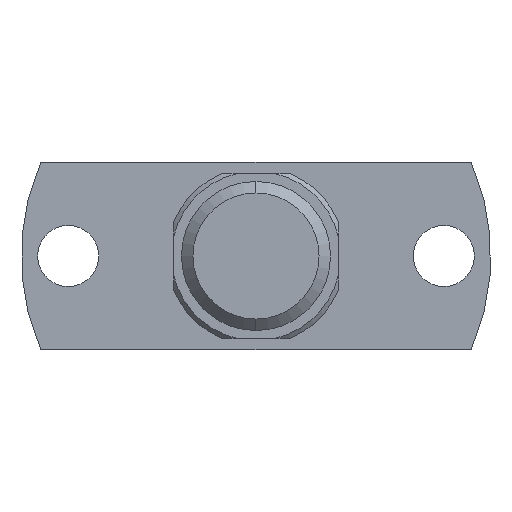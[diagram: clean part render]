
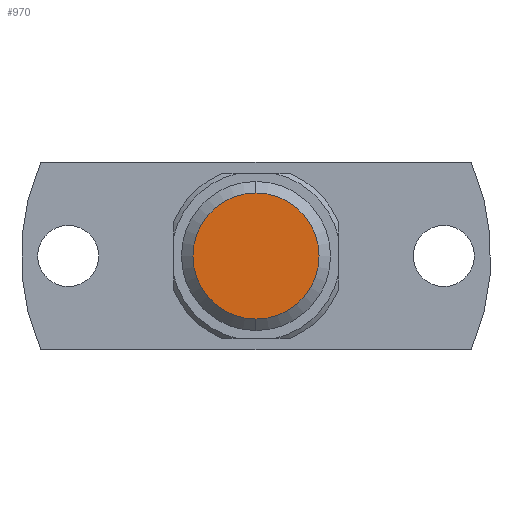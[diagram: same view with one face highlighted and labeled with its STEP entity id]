
A CAD part, front view. The second image highlights one B-rep face of the part: STEP entity #970.
In plain terms, the highlighted planar face has unit normal (0, -1, 0).
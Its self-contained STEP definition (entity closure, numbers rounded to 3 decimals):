
#212 = ORIENTED_EDGE ( 'NONE', *, *, #3059, .F. ) ;
#456 = CIRCLE ( 'NONE', #7801, 2.685 ) ;
#668 = CARTESIAN_POINT ( 'NONE',  ( 0., -11.5, 0. ) ) ;
#940 = AXIS2_PLACEMENT_3D ( 'NONE', #12988, #10906, #9003 ) ;
#970 = ADVANCED_FACE ( 'Defeature ausgef�hrt1_10', ( #5399 ), #4447, .F. ) ;
#981 = AXIS2_PLACEMENT_3D ( 'NONE', #9515, #3379, #11616 ) ;
#1086 = ORIENTED_EDGE ( 'NONE', *, *, #12626, .F. ) ;
#1831 = VERTEX_POINT ( 'NONE', #10764 ) ;
#2068 = VERTEX_POINT ( 'NONE', #4685 ) ;
#2640 = DIRECTION ( 'NONE',  ( 0., 0., -1. ) ) ;
#3059 = EDGE_CURVE ( 'Defeature ausgef�hrt1_11+Defeature ausgef�hrt1_10+Defeature ausgef�hrt1_10+Defeature ausgef�hrt1_10', #2068, #1831, #456, .T. ) ;
#3379 = DIRECTION ( 'NONE',  ( 0., 1., 0. ) ) ;
#4447 = PLANE ( 'NONE',  #981 ) ;
#4587 = DIRECTION ( 'NONE',  ( 0., 1., 0. ) ) ;
#4685 = CARTESIAN_POINT ( 'NONE',  ( 0., -11.5, 2.685 ) ) ;
#5399 = FACE_OUTER_BOUND ( 'NONE', #10271, .T. ) ;
#7801 = AXIS2_PLACEMENT_3D ( 'NONE', #668, #4587, #2640 ) ;
#7858 = CIRCLE ( 'NONE', #940, 2.685 ) ;
#9003 = DIRECTION ( 'NONE',  ( 0., 0., -1. ) ) ;
#9515 = CARTESIAN_POINT ( 'NONE',  ( -2.325, -11.5, 0. ) ) ;
#10271 = EDGE_LOOP ( 'NONE', ( #1086, #212 ) ) ;
#10764 = CARTESIAN_POINT ( 'NONE',  ( 0., -11.5, -2.685 ) ) ;
#10906 = DIRECTION ( 'NONE',  ( 0., 1., 0. ) ) ;
#11616 = DIRECTION ( 'NONE',  ( 0., 0., -1. ) ) ;
#12626 = EDGE_CURVE ( 'Defeature ausgef�hrt1_11+Defeature ausgef�hrt1_10+Defeature ausgef�hrt1_10+Defeature ausgef�hrt1_10', #1831, #2068, #7858, .T. ) ;
#12988 = CARTESIAN_POINT ( 'NONE',  ( 0., -11.5, 0. ) ) ;
